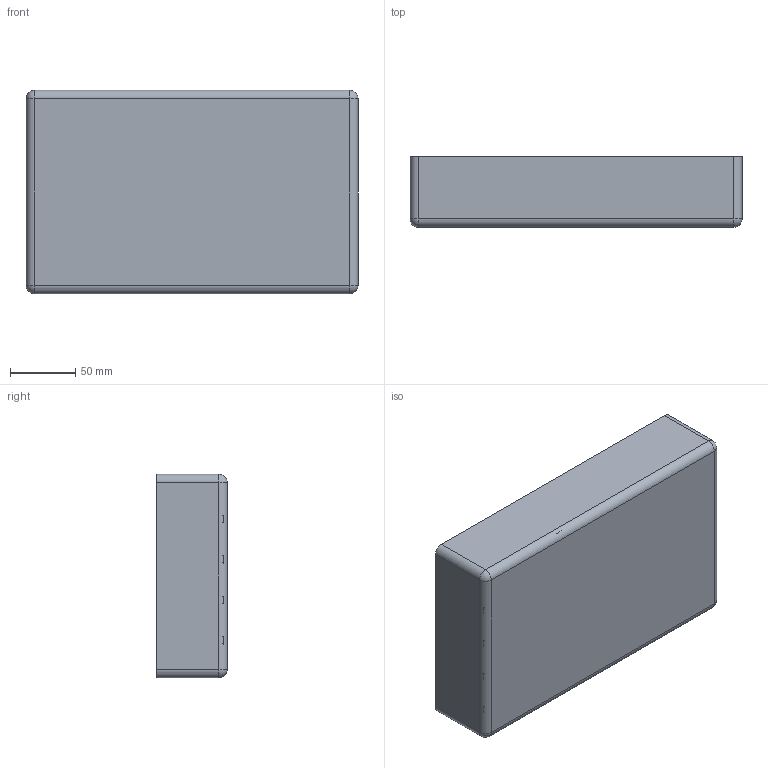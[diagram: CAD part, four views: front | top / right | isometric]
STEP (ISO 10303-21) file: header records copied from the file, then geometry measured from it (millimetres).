
FILE_DESCRIPTION(/* description */ (''),/* implementation_level */ '2;1');
FILE_NAME(/* name */ 'SIK_inserts v8.step',/* time_stamp */ '2017-11-09T12:42:52-07:00',/* author */ ('NPoole553ER'),/* organization */ (''),/* preprocessor_version */ 'ST-DEVELOPER v16.13',/* originating_system */ 'Autodesk Translation Framework v6.5.0.72',/* authorisation */ '');
FILE_SCHEMA (('AUTOMOTIVE_DESIGN { 1 0 10303 214 3 1 1 }'));
Length unit declared in the file: millimetre
Products named in the file (1): SIK_inserts
Bounding box: 254 x 53.98 x 155.57 mm (x, y, z)
Volume: 343715.1 mm3; surface area: 259767.9 mm2
Topology: 13 solids, 13 shells, 312 faces, 795 edges, 526 vertices
Faces by surface type: plane 185, cylinder 123, sphere 4
Entity records: 9470 total; most frequent: DIRECTION 1667, CARTESIAN_POINT 1634, ORIENTED_EDGE 1590, EDGE_CURVE 795, AXIS2_PLACEMENT_3D 559, LINE 549, VECTOR 549, VERTEX_POINT 526
